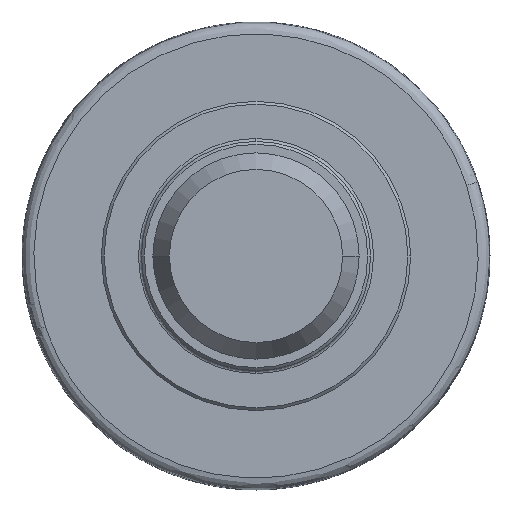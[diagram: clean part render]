
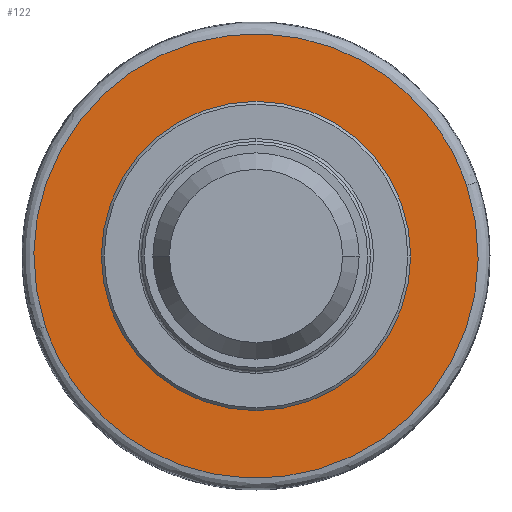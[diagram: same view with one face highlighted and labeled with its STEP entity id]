
A CAD part, left-side view. The second image highlights one B-rep face of the part: STEP entity #122.
In plain terms, the highlighted planar face has unit normal (-1, 0, 0).
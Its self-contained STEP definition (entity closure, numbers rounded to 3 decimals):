
#122 = ADVANCED_FACE ( 'NONE', ( #2862, #2868 ), #619, .T. ) ;
#138 = VERTEX_POINT ( 'NONE', #666 ) ;
#139 = VERTEX_POINT ( 'NONE', #667 ) ;
#184 = VERTEX_POINT ( 'NONE', #916 ) ;
#185 = VERTEX_POINT ( 'NONE', #917 ) ;
#613 = CARTESIAN_POINT ( 'NONE',  ( 20.5, -11.143, -33.261 ) ) ;
#619 = PLANE ( 'NONE',  #2775 ) ;
#620 = DIRECTION ( 'NONE',  ( -1., 0., 0. ) ) ;
#621 = DIRECTION ( 'NONE',  ( 0., -1., 0. ) ) ;
#666 = CARTESIAN_POINT ( 'NONE',  ( 20.5, 36.776, -12.32 ) ) ;
#667 = CARTESIAN_POINT ( 'NONE',  ( 20.5, -36.776, 12.32 ) ) ;
#810 = AXIS2_PLACEMENT_3D ( 'NONE', #1571, #1572, #1573 ) ;
#843 = AXIS2_PLACEMENT_3D ( 'NONE', #2061, #2062, #2063 ) ;
#916 = CARTESIAN_POINT ( 'NONE',  ( 20.5, -26., 0. ) ) ;
#917 = CARTESIAN_POINT ( 'NONE',  ( 20.5, 26., 0. ) ) ;
#1128 = CIRCLE ( 'NONE', #810, 26. ) ;
#1173 = CIRCLE ( 'NONE', #843, 26. ) ;
#1440 = CARTESIAN_POINT ( 'NONE',  ( 20.5, -36.776, 12.32 ) ) ;
#1571 = CARTESIAN_POINT ( 'NONE',  ( 20.5, 0., 0. ) ) ;
#1572 = DIRECTION ( 'NONE',  ( 1., 0., 0. ) ) ;
#1573 = DIRECTION ( 'NONE',  ( 0., 1., 0. ) ) ;
#1577 = CARTESIAN_POINT ( 'NONE',  ( 20.5, -61.417, -61.233 ) ) ;
#1578 = CARTESIAN_POINT ( 'NONE',  ( 20.5, 12.136, -85.873 ) ) ;
#1579 = CARTESIAN_POINT ( 'NONE',  ( 20.5, 36.776, -12.32 ) ) ;
#1583 = CARTESIAN_POINT ( 'NONE',  ( 20.5, 36.776, -12.32 ) ) ;
#1587 = CARTESIAN_POINT ( 'NONE',  ( 20.5, 61.417, 61.233 ) ) ;
#1588 = CARTESIAN_POINT ( 'NONE',  ( 20.5, -12.136, 85.873 ) ) ;
#1589 = CARTESIAN_POINT ( 'NONE',  ( 20.5, -36.776, 12.32 ) ) ;
#1762 = ORIENTED_EDGE ( 'NONE', *, *, #2686, .T. ) ;
#1763 = ORIENTED_EDGE ( 'NONE', *, *, #2640, .T. ) ;
#1768 = ORIENTED_EDGE ( 'NONE', *, *, #2642, .F. ) ;
#1772 = ORIENTED_EDGE ( 'NONE', *, *, #2645, .F. ) ;
#2061 = CARTESIAN_POINT ( 'NONE',  ( 20.5, 0., 0. ) ) ;
#2062 = DIRECTION ( 'NONE',  ( 1., 0., 0. ) ) ;
#2063 = DIRECTION ( 'NONE',  ( 0., 1., 0. ) ) ;
#2229 =( BOUNDED_CURVE ( )  B_SPLINE_CURVE ( 3, ( #1440, #1577, #1578, #1579 ),
 .UNSPECIFIED., .F., .T. ) 
 B_SPLINE_CURVE_WITH_KNOTS ( ( 4, 4 ),
 ( 0.75, 1.25 ),
 .UNSPECIFIED. ) 
 CURVE ( )  GEOMETRIC_REPRESENTATION_ITEM ( )  RATIONAL_B_SPLINE_CURVE ( ( 1., 0.333, 0.333, 1. ) ) 
 REPRESENTATION_ITEM ( '' )  );
#2230 =( BOUNDED_CURVE ( )  B_SPLINE_CURVE ( 3, ( #1583, #1587, #1588, #1589 ),
 .UNSPECIFIED., .F., .T. ) 
 B_SPLINE_CURVE_WITH_KNOTS ( ( 4, 4 ),
 ( 0.25, 0.75 ),
 .UNSPECIFIED. ) 
 CURVE ( )  GEOMETRIC_REPRESENTATION_ITEM ( )  RATIONAL_B_SPLINE_CURVE ( ( 1., 0.333, 0.333, 1. ) ) 
 REPRESENTATION_ITEM ( '' )  );
#2411 = EDGE_LOOP ( 'NONE', ( #1768, #1772 ) ) ;
#2492 = EDGE_LOOP ( 'NONE', ( #1762, #1763 ) ) ;
#2640 = EDGE_CURVE ( 'NONE', #184, #185, #1128, .T. ) ;
#2642 = EDGE_CURVE ( 'NONE', #139, #138, #2229, .T. ) ;
#2645 = EDGE_CURVE ( 'NONE', #138, #139, #2230, .T. ) ;
#2686 = EDGE_CURVE ( 'NONE', #185, #184, #1173, .T. ) ;
#2775 = AXIS2_PLACEMENT_3D ( 'NONE', #613, #620, #621 ) ;
#2862 = FACE_OUTER_BOUND ( 'NONE', #2411, .T. ) ;
#2868 = FACE_BOUND ( 'NONE', #2492, .T. ) ;
